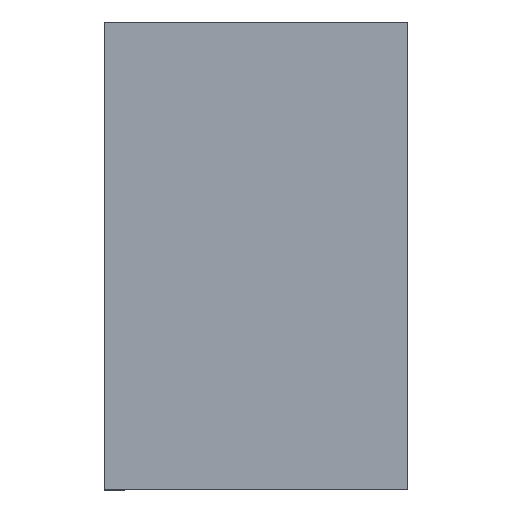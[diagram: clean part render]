
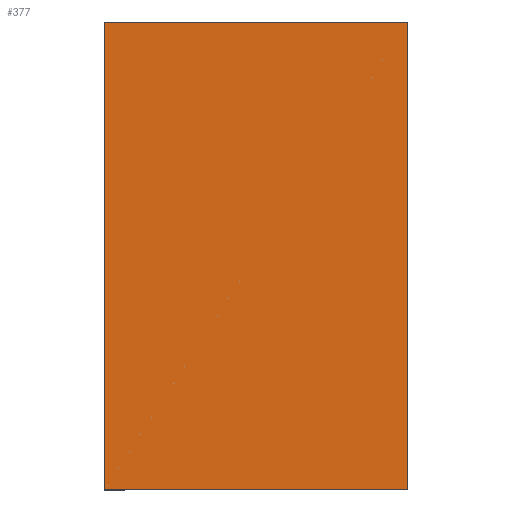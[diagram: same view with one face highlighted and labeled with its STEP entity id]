
A CAD part, left-side view. The second image highlights one B-rep face of the part: STEP entity #377.
In plain terms, the highlighted planar face has unit normal (-1, 0, 0).
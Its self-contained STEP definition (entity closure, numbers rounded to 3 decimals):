
#41 = FACE_OUTER_BOUND ( 'NONE', #163, .T. ) ;
#122 = LINE ( 'NONE', #1037, #296 ) ;
#134 = CARTESIAN_POINT ( 'NONE',  ( -0.775, 0.55, 0.425 ) ) ;
#138 = EDGE_CURVE ( 'NONE', #811, #864, #1084, .T. ) ;
#151 = DIRECTION ( 'NONE',  ( 0., 0., 1. ) ) ;
#163 = EDGE_LOOP ( 'NONE', ( #1082, #584, #631, #182 ) ) ;
#175 = VECTOR ( 'NONE', #151, 1000. ) ;
#182 = ORIENTED_EDGE ( 'NONE', *, *, #344, .T. ) ;
#224 = CARTESIAN_POINT ( 'NONE',  ( -0.775, 0.55, 0.425 ) ) ;
#228 = DIRECTION ( 'NONE',  ( 0., 0., -1. ) ) ;
#275 = DIRECTION ( 'NONE',  ( 0., 0., 1. ) ) ;
#291 = AXIS2_PLACEMENT_3D ( 'NONE', #134, #796, #228 ) ;
#296 = VECTOR ( 'NONE', #987, 1000. ) ;
#315 = EDGE_CURVE ( 'NONE', #1055, #864, #686, .T. ) ;
#317 = VERTEX_POINT ( 'NONE', #465 ) ;
#344 = EDGE_CURVE ( 'NONE', #317, #811, #122, .T. ) ;
#377 = ADVANCED_FACE ( 'NONE', ( #41 ), #1070, .F. ) ;
#454 = VECTOR ( 'NONE', #655, 1000. ) ;
#465 = CARTESIAN_POINT ( 'NONE',  ( -0.775, 0.55, -0.425 ) ) ;
#569 = CARTESIAN_POINT ( 'NONE',  ( -0.775, 0.55, 0.425 ) ) ;
#584 = ORIENTED_EDGE ( 'NONE', *, *, #315, .F. ) ;
#585 = EDGE_CURVE ( 'NONE', #317, #1055, #1030, .T. ) ;
#587 = CARTESIAN_POINT ( 'NONE',  ( -0.775, 0., 0.425 ) ) ;
#631 = ORIENTED_EDGE ( 'NONE', *, *, #585, .F. ) ;
#655 = DIRECTION ( 'NONE',  ( 0., -1., 0. ) ) ;
#686 = LINE ( 'NONE', #1164, #454 ) ;
#715 = CARTESIAN_POINT ( 'NONE',  ( -0.775, 0., 0.425 ) ) ;
#796 = DIRECTION ( 'NONE',  ( 1., 0., 0. ) ) ;
#811 = VERTEX_POINT ( 'NONE', #1177 ) ;
#826 = VECTOR ( 'NONE', #275, 1000. ) ;
#864 = VERTEX_POINT ( 'NONE', #715 ) ;
#987 = DIRECTION ( 'NONE',  ( 0., -1., 0. ) ) ;
#1030 = LINE ( 'NONE', #569, #826 ) ;
#1037 = CARTESIAN_POINT ( 'NONE',  ( -0.775, 0.55, -0.425 ) ) ;
#1055 = VERTEX_POINT ( 'NONE', #224 ) ;
#1070 = PLANE ( 'NONE',  #291 ) ;
#1082 = ORIENTED_EDGE ( 'NONE', *, *, #138, .T. ) ;
#1084 = LINE ( 'NONE', #587, #175 ) ;
#1164 = CARTESIAN_POINT ( 'NONE',  ( -0.775, 0.55, 0.425 ) ) ;
#1177 = CARTESIAN_POINT ( 'NONE',  ( -0.775, 0., -0.425 ) ) ;
